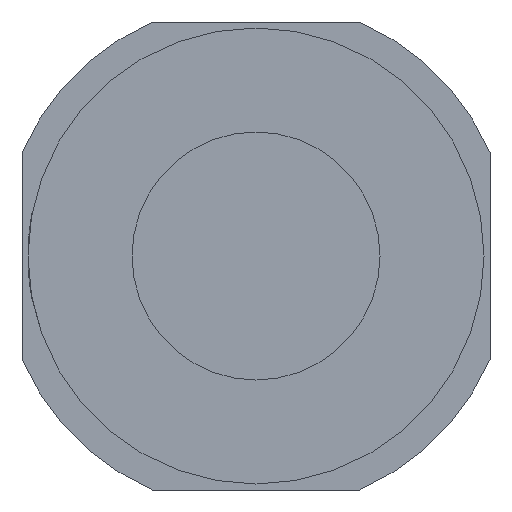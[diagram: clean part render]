
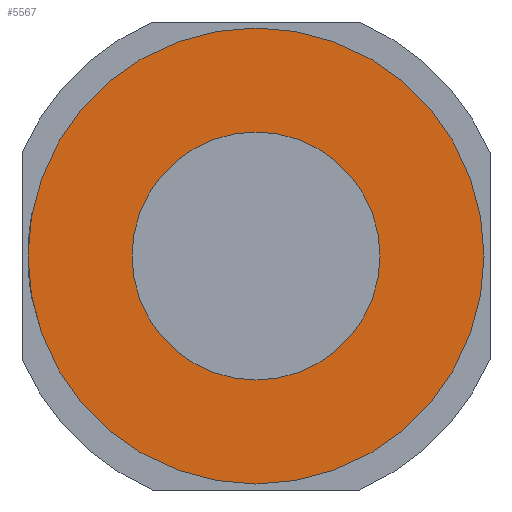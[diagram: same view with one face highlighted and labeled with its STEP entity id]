
A CAD part, left-side view. The second image highlights one B-rep face of the part: STEP entity #5567.
In plain terms, the highlighted planar face has unit normal (-1, 0, 0).
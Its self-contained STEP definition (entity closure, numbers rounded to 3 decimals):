
#155 = DIRECTION ( 'NONE',  ( 1., 0., 0. ) ) ;
#157 = CARTESIAN_POINT ( 'NONE',  ( 0., 31., 0. ) ) ;
#158 = FACE_BOUND ( 'NONE', #8387, .T. ) ;
#160 = FACE_OUTER_BOUND ( 'NONE', #8390, .T. ) ;
#161 = PLANE ( 'NONE',  #1247 ) ;
#163 = DIRECTION ( 'NONE',  ( 0., 0., -1. ) ) ;
#904 = CARTESIAN_POINT ( 'NONE',  ( 0., 0., 31. ) ) ;
#905 = CARTESIAN_POINT ( 'NONE',  ( 0., 0., -31. ) ) ;
#909 = CARTESIAN_POINT ( 'NONE',  ( 0., 0., -57. ) ) ;
#910 = CARTESIAN_POINT ( 'NONE',  ( 0., 0., 57. ) ) ;
#1107 = CIRCLE ( 'NONE', #1109, 57. ) ;
#1109 = AXIS2_PLACEMENT_3D ( 'NONE', #2908, #2909, #2910 ) ;
#1111 = CIRCLE ( 'NONE', #1115, 31. ) ;
#1115 = AXIS2_PLACEMENT_3D ( 'NONE', #2921, #2922, #2923 ) ;
#1153 = CIRCLE ( 'NONE', #1156, 31. ) ;
#1155 = CIRCLE ( 'NONE', #1158, 57. ) ;
#1156 = AXIS2_PLACEMENT_3D ( 'NONE', #3006, #3007, #3008 ) ;
#1158 = AXIS2_PLACEMENT_3D ( 'NONE', #3010, #3011, #3012 ) ;
#1247 = AXIS2_PLACEMENT_3D ( 'NONE', #157, #155, #163 ) ;
#2908 = CARTESIAN_POINT ( 'NONE',  ( 0., 0., 0. ) ) ;
#2909 = DIRECTION ( 'NONE',  ( -1., 0., 0. ) ) ;
#2910 = DIRECTION ( 'NONE',  ( 0., 0., 1. ) ) ;
#2921 = CARTESIAN_POINT ( 'NONE',  ( 0., 0., 0. ) ) ;
#2922 = DIRECTION ( 'NONE',  ( -1., 0., 0. ) ) ;
#2923 = DIRECTION ( 'NONE',  ( 0., 0., 1. ) ) ;
#3006 = CARTESIAN_POINT ( 'NONE',  ( 0., 0., 0. ) ) ;
#3007 = DIRECTION ( 'NONE',  ( -1., 0., 0. ) ) ;
#3008 = DIRECTION ( 'NONE',  ( 0., 0., 1. ) ) ;
#3010 = CARTESIAN_POINT ( 'NONE',  ( 0., 0., 0. ) ) ;
#3011 = DIRECTION ( 'NONE',  ( -1., 0., 0. ) ) ;
#3012 = DIRECTION ( 'NONE',  ( 0., 0., 1. ) ) ;
#4025 = EDGE_CURVE ( 'NONE', #8754, #8753, #1107, .T. ) ;
#4029 = EDGE_CURVE ( 'NONE', #8749, #8748, #1111, .T. ) ;
#4058 = EDGE_CURVE ( 'NONE', #8748, #8749, #1153, .T. ) ;
#4059 = EDGE_CURVE ( 'NONE', #8753, #8754, #1155, .T. ) ;
#5567 = ADVANCED_FACE ( 'NONE', ( #158, #160 ), #161, .F. ) ;
#8387 = EDGE_LOOP ( 'NONE', ( #8533, #8532 ) ) ;
#8390 = EDGE_LOOP ( 'NONE', ( #8531, #8530 ) ) ;
#8530 = ORIENTED_EDGE ( 'NONE', *, *, #4059, .T. ) ;
#8531 = ORIENTED_EDGE ( 'NONE', *, *, #4025, .T. ) ;
#8532 = ORIENTED_EDGE ( 'NONE', *, *, #4029, .F. ) ;
#8533 = ORIENTED_EDGE ( 'NONE', *, *, #4058, .F. ) ;
#8748 = VERTEX_POINT ( 'NONE', #904 ) ;
#8749 = VERTEX_POINT ( 'NONE', #905 ) ;
#8753 = VERTEX_POINT ( 'NONE', #909 ) ;
#8754 = VERTEX_POINT ( 'NONE', #910 ) ;
